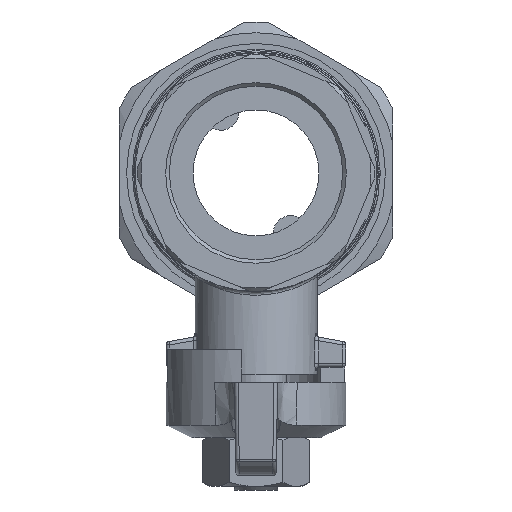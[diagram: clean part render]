
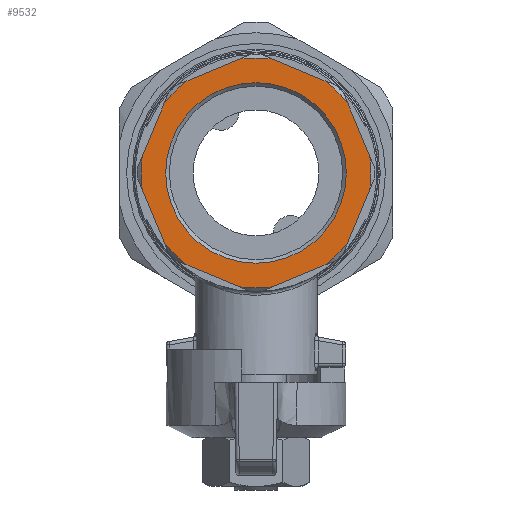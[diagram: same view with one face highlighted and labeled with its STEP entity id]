
A CAD part, front view. The second image highlights one B-rep face of the part: STEP entity #9532.
In plain terms, the highlighted planar face has unit normal (0, -1, 0).
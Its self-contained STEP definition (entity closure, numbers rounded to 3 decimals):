
#289=PLANE('',#10118);
#960=LINE('',#13589,#1208);
#961=LINE('',#13594,#1209);
#962=LINE('',#13598,#1210);
#963=LINE('',#13602,#1211);
#964=LINE('',#13606,#1212);
#965=LINE('',#13610,#1213);
#966=LINE('',#13614,#1214);
#967=LINE('',#13618,#1215);
#1208=VECTOR('',#11070,1000.);
#1209=VECTOR('',#11073,1000.);
#1210=VECTOR('',#11076,1000.);
#1211=VECTOR('',#11079,1000.);
#1212=VECTOR('',#11082,1000.);
#1213=VECTOR('',#11085,1000.);
#1214=VECTOR('',#11088,1000.);
#1215=VECTOR('',#11091,1000.);
#1768=ORIENTED_EDGE('',*,*,#3770,.T.);
#1769=ORIENTED_EDGE('',*,*,#3771,.T.);
#1770=ORIENTED_EDGE('',*,*,#3772,.T.);
#1771=ORIENTED_EDGE('',*,*,#3773,.T.);
#1772=ORIENTED_EDGE('',*,*,#3774,.T.);
#1773=ORIENTED_EDGE('',*,*,#3775,.T.);
#1774=ORIENTED_EDGE('',*,*,#3776,.T.);
#1775=ORIENTED_EDGE('',*,*,#3777,.T.);
#1776=ORIENTED_EDGE('',*,*,#3778,.T.);
#1777=ORIENTED_EDGE('',*,*,#3779,.T.);
#1778=ORIENTED_EDGE('',*,*,#3780,.T.);
#1779=ORIENTED_EDGE('',*,*,#3781,.T.);
#1780=ORIENTED_EDGE('',*,*,#3782,.T.);
#1781=ORIENTED_EDGE('',*,*,#3783,.T.);
#1782=ORIENTED_EDGE('',*,*,#3784,.T.);
#1783=ORIENTED_EDGE('',*,*,#3785,.T.);
#1784=ORIENTED_EDGE('',*,*,#3786,.T.);
#3770=EDGE_CURVE('',#4791,#4791,#5336,.T.);
#3771=EDGE_CURVE('',#4792,#4793,#960,.T.);
#3772=EDGE_CURVE('',#4793,#4794,#5337,.F.);
#3773=EDGE_CURVE('',#4794,#4795,#961,.T.);
#3774=EDGE_CURVE('',#4795,#4796,#5338,.F.);
#3775=EDGE_CURVE('',#4796,#4797,#962,.T.);
#3776=EDGE_CURVE('',#4797,#4798,#5339,.F.);
#3777=EDGE_CURVE('',#4798,#4799,#963,.T.);
#3778=EDGE_CURVE('',#4799,#4800,#5340,.F.);
#3779=EDGE_CURVE('',#4800,#4801,#964,.T.);
#3780=EDGE_CURVE('',#4801,#4802,#5341,.F.);
#3781=EDGE_CURVE('',#4802,#4803,#965,.T.);
#3782=EDGE_CURVE('',#4803,#4804,#5342,.F.);
#3783=EDGE_CURVE('',#4804,#4805,#966,.T.);
#3784=EDGE_CURVE('',#4805,#4806,#5343,.F.);
#3785=EDGE_CURVE('',#4806,#4807,#967,.T.);
#3786=EDGE_CURVE('',#4807,#4792,#5344,.F.);
#4791=VERTEX_POINT('',#13588);
#4792=VERTEX_POINT('',#13590);
#4793=VERTEX_POINT('',#13591);
#4794=VERTEX_POINT('',#13593);
#4795=VERTEX_POINT('',#13595);
#4796=VERTEX_POINT('',#13597);
#4797=VERTEX_POINT('',#13599);
#4798=VERTEX_POINT('',#13601);
#4799=VERTEX_POINT('',#13603);
#4800=VERTEX_POINT('',#13605);
#4801=VERTEX_POINT('',#13607);
#4802=VERTEX_POINT('',#13609);
#4803=VERTEX_POINT('',#13611);
#4804=VERTEX_POINT('',#13613);
#4805=VERTEX_POINT('',#13615);
#4806=VERTEX_POINT('',#13617);
#4807=VERTEX_POINT('',#13619);
#5336=CIRCLE('',#10119,12.559);
#5337=CIRCLE('',#10120,16.);
#5338=CIRCLE('',#10121,16.);
#5339=CIRCLE('',#10122,16.);
#5340=CIRCLE('',#10123,16.);
#5341=CIRCLE('',#10124,16.);
#5342=CIRCLE('',#10125,16.);
#5343=CIRCLE('',#10126,16.);
#5344=CIRCLE('',#10127,16.);
#5676=EDGE_LOOP('',(#1768));
#5677=EDGE_LOOP('',(#1769,#1770,#1771,#1772,#1773,#1774,#1775,#1776,#1777,
#1778,#1779,#1780,#1781,#1782,#1783,#1784));
#6257=FACE_BOUND('',#5676,.T.);
#6258=FACE_BOUND('',#5677,.T.);
#9532=ADVANCED_FACE('',(#6257,#6258),#289,.F.);
#10118=AXIS2_PLACEMENT_3D('',#13586,#11066,#11067);
#10119=AXIS2_PLACEMENT_3D('',#13587,#11068,#11069);
#10120=AXIS2_PLACEMENT_3D('',#13592,#11071,#11072);
#10121=AXIS2_PLACEMENT_3D('',#13596,#11074,#11075);
#10122=AXIS2_PLACEMENT_3D('',#13600,#11077,#11078);
#10123=AXIS2_PLACEMENT_3D('',#13604,#11080,#11081);
#10124=AXIS2_PLACEMENT_3D('',#13608,#11083,#11084);
#10125=AXIS2_PLACEMENT_3D('',#13612,#11086,#11087);
#10126=AXIS2_PLACEMENT_3D('',#13616,#11089,#11090);
#10127=AXIS2_PLACEMENT_3D('',#13620,#11092,#11093);
#11066=DIRECTION('',(0.,1.,0.));
#11067=DIRECTION('',(0.,0.,1.));
#11068=DIRECTION('',(0.,1.,0.));
#11069=DIRECTION('',(0.,0.,1.));
#11070=DIRECTION('',(-0.383,0.,0.924));
#11071=DIRECTION('',(0.,1.,0.));
#11072=DIRECTION('',(0.,0.,1.));
#11073=DIRECTION('',(-0.924,0.,0.383));
#11074=DIRECTION('',(0.,1.,0.));
#11075=DIRECTION('',(0.,0.,1.));
#11076=DIRECTION('',(-0.924,0.,-0.383));
#11077=DIRECTION('',(0.,1.,0.));
#11078=DIRECTION('',(0.,0.,1.));
#11079=DIRECTION('',(-0.383,0.,-0.924));
#11080=DIRECTION('',(0.,1.,0.));
#11081=DIRECTION('',(0.,0.,1.));
#11082=DIRECTION('',(0.383,0.,-0.924));
#11083=DIRECTION('',(0.,1.,0.));
#11084=DIRECTION('',(0.,0.,1.));
#11085=DIRECTION('',(0.924,0.,-0.383));
#11086=DIRECTION('',(0.,1.,0.));
#11087=DIRECTION('',(0.,0.,1.));
#11088=DIRECTION('',(0.924,0.,0.383));
#11089=DIRECTION('',(0.,1.,0.));
#11090=DIRECTION('',(0.,0.,1.));
#11091=DIRECTION('',(0.383,0.,0.924));
#11092=DIRECTION('',(0.,1.,0.));
#11093=DIRECTION('',(0.,0.,1.));
#13586=CARTESIAN_POINT('',(0.,-27.5,0.));
#13587=CARTESIAN_POINT('',(0.,-27.5,0.));
#13588=CARTESIAN_POINT('',(0.,-27.5,12.559));
#13589=CARTESIAN_POINT('',(16.777,-27.5,0.));
#13590=CARTESIAN_POINT('',(15.839,-27.5,2.265));
#13591=CARTESIAN_POINT('',(12.801,-27.5,9.598));
#13592=CARTESIAN_POINT('',(0.,-27.5,0.));
#13593=CARTESIAN_POINT('',(9.598,-27.5,12.801));
#13594=CARTESIAN_POINT('',(11.863,-27.5,11.863));
#13595=CARTESIAN_POINT('',(2.265,-27.5,15.839));
#13596=CARTESIAN_POINT('',(0.,-27.5,0.));
#13597=CARTESIAN_POINT('',(-2.265,-27.5,15.839));
#13598=CARTESIAN_POINT('',(0.,-27.5,16.777));
#13599=CARTESIAN_POINT('',(-9.598,-27.5,12.801));
#13600=CARTESIAN_POINT('',(0.,-27.5,0.));
#13601=CARTESIAN_POINT('',(-12.801,-27.5,9.598));
#13602=CARTESIAN_POINT('',(-11.863,-27.5,11.863));
#13603=CARTESIAN_POINT('',(-15.839,-27.5,2.265));
#13604=CARTESIAN_POINT('',(0.,-27.5,0.));
#13605=CARTESIAN_POINT('',(-15.839,-27.5,-2.265));
#13606=CARTESIAN_POINT('',(-16.777,-27.5,0.));
#13607=CARTESIAN_POINT('',(-12.801,-27.5,-9.598));
#13608=CARTESIAN_POINT('',(0.,-27.5,0.));
#13609=CARTESIAN_POINT('',(-9.598,-27.5,-12.801));
#13610=CARTESIAN_POINT('',(-11.863,-27.5,-11.863));
#13611=CARTESIAN_POINT('',(-2.265,-27.5,-15.839));
#13612=CARTESIAN_POINT('',(0.,-27.5,0.));
#13613=CARTESIAN_POINT('',(2.265,-27.5,-15.839));
#13614=CARTESIAN_POINT('',(0.,-27.5,-16.777));
#13615=CARTESIAN_POINT('',(9.598,-27.5,-12.801));
#13616=CARTESIAN_POINT('',(0.,-27.5,0.));
#13617=CARTESIAN_POINT('',(12.801,-27.5,-9.598));
#13618=CARTESIAN_POINT('',(11.863,-27.5,-11.863));
#13619=CARTESIAN_POINT('',(15.839,-27.5,-2.265));
#13620=CARTESIAN_POINT('',(0.,-27.5,0.));
